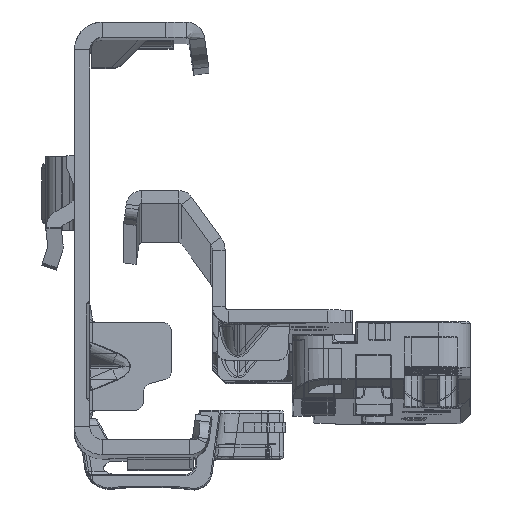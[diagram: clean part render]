
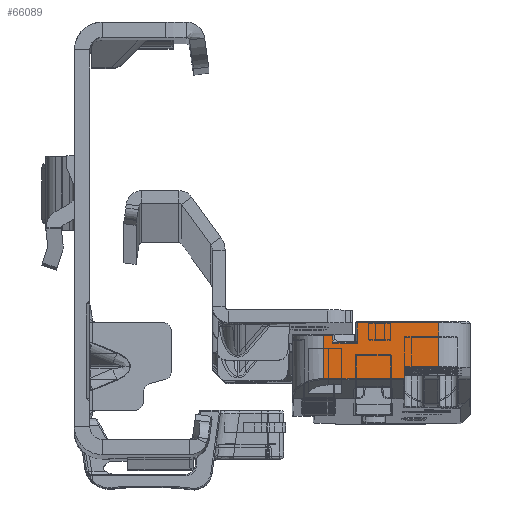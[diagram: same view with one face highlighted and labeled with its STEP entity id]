
A CAD part, top view. The second image highlights one B-rep face of the part: STEP entity #66089.
In plain terms, the highlighted face is planar.
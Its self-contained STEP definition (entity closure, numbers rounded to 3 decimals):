
#805 = LINE ( 'NONE', #61812, #46601 ) ;
#4755 = CARTESIAN_POINT ( 'NONE',  ( -13.7, -5., -284.5 ) ) ;
#5018 = VECTOR ( 'NONE', #104574, 1000. ) ;
#7717 = ORIENTED_EDGE ( 'NONE', *, *, #103965, .T. ) ;
#7994 = VECTOR ( 'NONE', #93356, 1000. ) ;
#9359 = CARTESIAN_POINT ( 'NONE',  ( -8.3, -5., -284.5 ) ) ;
#11997 = VERTEX_POINT ( 'NONE', #23034 ) ;
#12219 = VERTEX_POINT ( 'NONE', #49104 ) ;
#12345 = EDGE_CURVE ( 'NONE', #85106, #11997, #101007, .T. ) ;
#13650 = EDGE_CURVE ( 'NONE', #85106, #110745, #56337, .T. ) ;
#14940 = DIRECTION ( 'NONE',  ( 1., 0., 0. ) ) ;
#17361 = CARTESIAN_POINT ( 'NONE',  ( -8.3, -6.785, -284.5 ) ) ;
#17556 = VECTOR ( 'NONE', #34140, 1000. ) ;
#20433 = DIRECTION ( 'NONE',  ( 0., 0., 1. ) ) ;
#21456 = VECTOR ( 'NONE', #98492, 1000. ) ;
#22765 = ORIENTED_EDGE ( 'NONE', *, *, #103395, .F. ) ;
#23034 = CARTESIAN_POINT ( 'NONE',  ( 4.6, 0.1, -284.5 ) ) ;
#23726 = EDGE_LOOP ( 'NONE', ( #111525, #104307, #68529, #64936, #80502, #47664, #22765, #48509, #56972, #7717, #33524, #51363 ) ) ;
#24375 = LINE ( 'NONE', #85410, #87286 ) ;
#25343 = CARTESIAN_POINT ( 'NONE',  ( -8.3, 0., -284.5 ) ) ;
#28883 = DIRECTION ( 'NONE',  ( 1., 0., 0. ) ) ;
#29677 = DIRECTION ( 'NONE',  ( 0., 1., 0. ) ) ;
#31879 = AXIS2_PLACEMENT_3D ( 'NONE', #60064, #20433, #28883 ) ;
#32882 = LINE ( 'NONE', #82862, #17556 ) ;
#33524 = ORIENTED_EDGE ( 'NONE', *, *, #83792, .T. ) ;
#34140 = DIRECTION ( 'NONE',  ( 0., 1., 0. ) ) ;
#36407 = VERTEX_POINT ( 'NONE', #40435 ) ;
#39185 = VECTOR ( 'NONE', #119103, 1000. ) ;
#39776 = DIRECTION ( 'NONE',  ( 0., -1., 0. ) ) ;
#40435 = CARTESIAN_POINT ( 'NONE',  ( -8.3, -6.669, -284.5 ) ) ;
#46229 = VECTOR ( 'NONE', #14940, 1000. ) ;
#46601 = VECTOR ( 'NONE', #39776, 1000. ) ;
#47664 = ORIENTED_EDGE ( 'NONE', *, *, #78232, .T. ) ;
#48050 = VERTEX_POINT ( 'NONE', #58555 ) ;
#48509 = ORIENTED_EDGE ( 'NONE', *, *, #115265, .T. ) ;
#49104 = CARTESIAN_POINT ( 'NONE',  ( -13.7, 2.1, -284.5 ) ) ;
#49850 = AXIS2_PLACEMENT_3D ( 'NONE', #100710, #107893, #118313 ) ;
#51363 = ORIENTED_EDGE ( 'NONE', *, *, #68458, .T. ) ;
#53771 = CARTESIAN_POINT ( 'NONE',  ( 19.8, -1.15, -284.5 ) ) ;
#56337 = LINE ( 'NONE', #17361, #21456 ) ;
#56972 = ORIENTED_EDGE ( 'NONE', *, *, #60461, .F. ) ;
#58457 = CARTESIAN_POINT ( 'NONE',  ( 3.15, -1.15, -284.5 ) ) ;
#58555 = CARTESIAN_POINT ( 'NONE',  ( -0.75, 2.1, -284.5 ) ) ;
#59422 = FACE_OUTER_BOUND ( 'NONE', #23726, .T. ) ;
#60064 = CARTESIAN_POINT ( 'NONE',  ( 19.8, 2.6, -284.5 ) ) ;
#60461 = EDGE_CURVE ( 'NONE', #99407, #101345, #67171, .T. ) ;
#61776 = CARTESIAN_POINT ( 'NONE',  ( 3.15, 0.1, -284.5 ) ) ;
#61812 = CARTESIAN_POINT ( 'NONE',  ( -0.75, -0.9, -284.5 ) ) ;
#62276 = VERTEX_POINT ( 'NONE', #58457 ) ;
#64936 = ORIENTED_EDGE ( 'NONE', *, *, #12345, .F. ) ;
#66089 = ADVANCED_FACE ( 'NONE', ( #59422 ), #108738, .F. ) ;
#66142 = CARTESIAN_POINT ( 'NONE',  ( -8.5, -5., -284.5 ) ) ;
#66161 =( BOUNDED_CURVE ( )  B_SPLINE_CURVE ( 3, ( #108123, #68515, #99664, #99022 ),
 .UNSPECIFIED., .F., .T. ) 
 B_SPLINE_CURVE_WITH_KNOTS ( ( 4, 4 ),
 ( 1.047, 1.571 ),
 .UNSPECIFIED. ) 
 CURVE ( )  GEOMETRIC_REPRESENTATION_ITEM ( )  RATIONAL_B_SPLINE_CURVE ( ( 1., 0.977, 0.977, 1. ) ) 
 REPRESENTATION_ITEM ( '' )  );
#67171 = LINE ( 'NONE', #9359, #39185 ) ;
#67218 = VERTEX_POINT ( 'NONE', #127161 ) ;
#68458 = EDGE_CURVE ( 'NONE', #48050, #67218, #805, .T. ) ;
#68515 = CARTESIAN_POINT ( 'NONE',  ( -8.291, -6.749, -284.5 ) ) ;
#68529 = ORIENTED_EDGE ( 'NONE', *, *, #115620, .T. ) ;
#69535 = VERTEX_POINT ( 'NONE', #99515 ) ;
#72619 = LINE ( 'NONE', #53771, #7994 ) ;
#78232 = EDGE_CURVE ( 'NONE', #110745, #36407, #66161, .T. ) ;
#80502 = ORIENTED_EDGE ( 'NONE', *, *, #13650, .T. ) ;
#80576 = CARTESIAN_POINT ( 'NONE',  ( 4.6, -6.785, -284.5 ) ) ;
#82862 = CARTESIAN_POINT ( 'NONE',  ( -13.7, 2., -284.5 ) ) ;
#83792 = EDGE_CURVE ( 'NONE', #12219, #48050, #95426, .T. ) ;
#85106 = VERTEX_POINT ( 'NONE', #80576 ) ;
#85410 = CARTESIAN_POINT ( 'NONE',  ( 4.6, 0.1, -284.5 ) ) ;
#87286 = VECTOR ( 'NONE', #114642, 1000. ) ;
#91024 = VECTOR ( 'NONE', #29677, 1000. ) ;
#92206 = VERTEX_POINT ( 'NONE', #61776 ) ;
#93356 = DIRECTION ( 'NONE',  ( 1., 0., 0. ) ) ;
#94783 = CARTESIAN_POINT ( 'NONE',  ( -0.7, 2.1, -284.5 ) ) ;
#95426 = LINE ( 'NONE', #94783, #46229 ) ;
#97580 = CIRCLE ( 'NONE', #49850, 0.2 ) ;
#98492 = DIRECTION ( 'NONE',  ( -1., 0., 0. ) ) ;
#98748 = EDGE_CURVE ( 'NONE', #67218, #62276, #72619, .T. ) ;
#98943 = EDGE_CURVE ( 'NONE', #62276, #92206, #119956, .T. ) ;
#99022 = CARTESIAN_POINT ( 'NONE',  ( -8.3, -6.669, -284.5 ) ) ;
#99156 = CARTESIAN_POINT ( 'NONE',  ( 3.15, 0.1, -284.5 ) ) ;
#99407 = VERTEX_POINT ( 'NONE', #4755 ) ;
#99515 = CARTESIAN_POINT ( 'NONE',  ( -8.3, -5.2, -284.5 ) ) ;
#99664 = CARTESIAN_POINT ( 'NONE',  ( -8.3, -6.71, -284.5 ) ) ;
#100710 = CARTESIAN_POINT ( 'NONE',  ( -8.5, -5.2, -284.5 ) ) ;
#101007 = LINE ( 'NONE', #122424, #112725 ) ;
#101345 = VERTEX_POINT ( 'NONE', #66142 ) ;
#103395 = EDGE_CURVE ( 'NONE', #69535, #36407, #114326, .T. ) ;
#103965 = EDGE_CURVE ( 'NONE', #99407, #12219, #32882, .T. ) ;
#104307 = ORIENTED_EDGE ( 'NONE', *, *, #98943, .T. ) ;
#104574 = DIRECTION ( 'NONE',  ( 0., -1., 0. ) ) ;
#107893 = DIRECTION ( 'NONE',  ( 0., 0., 1. ) ) ;
#108123 = CARTESIAN_POINT ( 'NONE',  ( -8.273, -6.785, -284.5 ) ) ;
#108738 = PLANE ( 'NONE',  #31879 ) ;
#109132 = CARTESIAN_POINT ( 'NONE',  ( -8.273, -6.785, -284.5 ) ) ;
#110745 = VERTEX_POINT ( 'NONE', #109132 ) ;
#111525 = ORIENTED_EDGE ( 'NONE', *, *, #98748, .T. ) ;
#112725 = VECTOR ( 'NONE', #121790, 1000. ) ;
#114326 = LINE ( 'NONE', #25343, #5018 ) ;
#114642 = DIRECTION ( 'NONE',  ( 1., 0., 0. ) ) ;
#115265 = EDGE_CURVE ( 'NONE', #69535, #101345, #97580, .T. ) ;
#115620 = EDGE_CURVE ( 'NONE', #92206, #11997, #24375, .T. ) ;
#118313 = DIRECTION ( 'NONE',  ( 1., 0., 0. ) ) ;
#119103 = DIRECTION ( 'NONE',  ( 1., 0., 0. ) ) ;
#119956 = LINE ( 'NONE', #99156, #91024 ) ;
#121790 = DIRECTION ( 'NONE',  ( 0., 1., 0. ) ) ;
#122424 = CARTESIAN_POINT ( 'NONE',  ( 4.6, -242.444, -284.5 ) ) ;
#127161 = CARTESIAN_POINT ( 'NONE',  ( -0.75, -1.15, -284.5 ) ) ;
